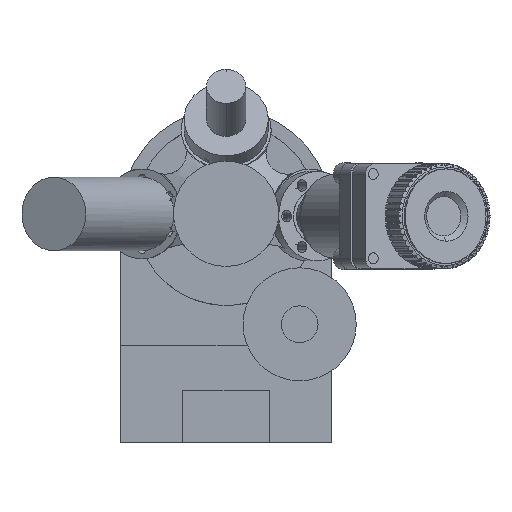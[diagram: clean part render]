
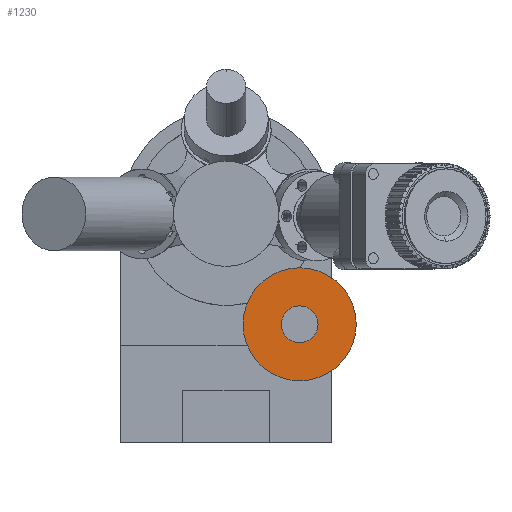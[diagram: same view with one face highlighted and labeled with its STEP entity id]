
A CAD part, left-side view. The second image highlights one B-rep face of the part: STEP entity #1230.
In plain terms, the highlighted planar face has unit normal (-1, 0, 0).
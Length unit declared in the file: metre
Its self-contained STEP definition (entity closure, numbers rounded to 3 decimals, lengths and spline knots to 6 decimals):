
#1230=ADVANCED_FACE('6:221',(#3574,#3575),#3576,.T.);
#3574=FACE_BOUND('',#7180,.T.);
#3575=FACE_OUTER_BOUND('',#7181,.T.);
#3576=PLANE('',#7182);
#7180=EDGE_LOOP('',(#20253,#20254));
#7181=EDGE_LOOP('',(#20255,#20256));
#7182=AXIS2_PLACEMENT_3D('',#20257,#20258,#20259);
#20253=ORIENTED_EDGE('',*,*,#30133,.F.);
#20254=ORIENTED_EDGE('',*,*,#30143,.F.);
#20255=ORIENTED_EDGE('',*,*,#30138,.F.);
#20256=ORIENTED_EDGE('',*,*,#30140,.F.);
#20257=CARTESIAN_POINT('',(-0.11902,0.012,0.045));
#20258=DIRECTION('',(-1.0,0.0,0.0));
#20259=DIRECTION('',(0.0,0.0,1.0));
#30133=EDGE_CURVE('6:233',#34201,#34197,#34203,.F.);
#30138=EDGE_CURVE('19:9042',#34210,#34206,#34212,.F.);
#30140=EDGE_CURVE('19:9042',#34206,#34210,#34214,.F.);
#30143=EDGE_CURVE('6:233',#34197,#34201,#34217,.F.);
#34197=VERTEX_POINT('',#40131);
#34201=VERTEX_POINT('',#40136);
#34203=CIRCLE('',#40139,0.007);
#34206=VERTEX_POINT('',#40142);
#34210=VERTEX_POINT('',#40147);
#34212=CIRCLE('',#40150,0.0215);
#34214=CIRCLE('',#40152,0.0215);
#34217=CIRCLE('',#40155,0.007);
#40131=CARTESIAN_POINT('',(-0.11902,0.005,0.045));
#40136=CARTESIAN_POINT('',(-0.11902,0.019,0.045));
#40139=AXIS2_PLACEMENT_3D('',#62714,#62715,#62716);
#40142=CARTESIAN_POINT('',(-0.11902,-0.0095,0.045));
#40147=CARTESIAN_POINT('',(-0.11902,0.0335,0.045));
#40150=AXIS2_PLACEMENT_3D('',#62722,#62723,#62724);
#40152=AXIS2_PLACEMENT_3D('',#62725,#62726,#62727);
#40155=AXIS2_PLACEMENT_3D('',#62731,#62732,#62733);
#62714=CARTESIAN_POINT('',(-0.11902,0.012,0.045));
#62715=DIRECTION('',(1.0,0.0,-0.0));
#62716=DIRECTION('',(0.0,-1.0,0.0));
#62722=CARTESIAN_POINT('',(-0.11902,0.012,0.045));
#62723=DIRECTION('',(-1.0,0.0,0.0));
#62724=DIRECTION('',(0.0,-1.0,0.0));
#62725=CARTESIAN_POINT('',(-0.11902,0.012,0.045));
#62726=DIRECTION('',(-1.0,0.0,0.0));
#62727=DIRECTION('',(0.0,-1.0,0.0));
#62731=CARTESIAN_POINT('',(-0.11902,0.012,0.045));
#62732=DIRECTION('',(1.0,0.0,-0.0));
#62733=DIRECTION('',(0.0,-1.0,0.0));
